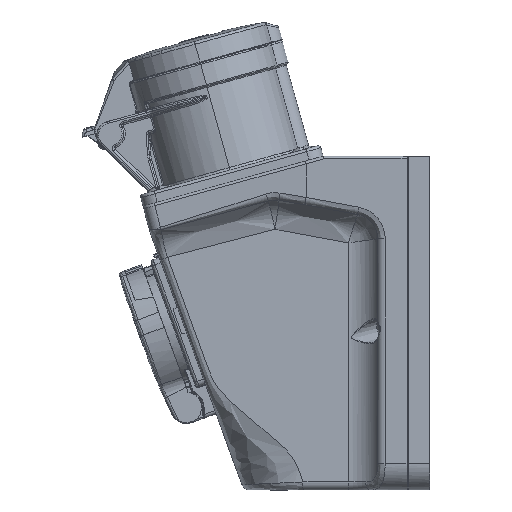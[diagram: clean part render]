
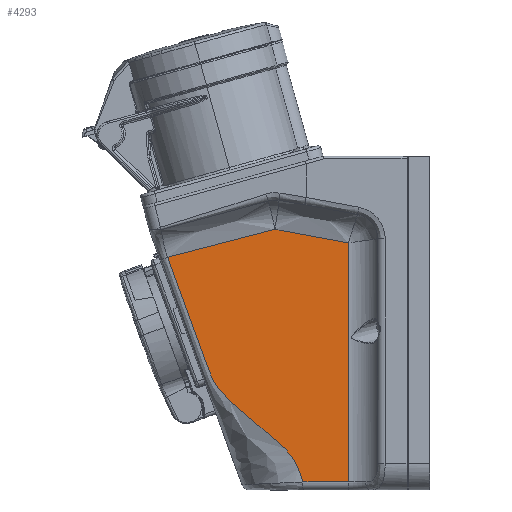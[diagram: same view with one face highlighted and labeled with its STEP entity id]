
A CAD part, left-side view. The second image highlights one B-rep face of the part: STEP entity #4293.
In plain terms, the highlighted planar face has unit normal (-1, 0.009, 0).
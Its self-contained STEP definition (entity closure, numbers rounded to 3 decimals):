
#3928 = EDGE_CURVE ( 'NONE', #49000, #56138, #104899, .T. ) ;
#4293 = ADVANCED_FACE ( 'NONE', ( #97123 ), #113809, .T. ) ;
#5238 = CARTESIAN_POINT ( 'NONE',  ( -30.026, 71.44, -30.922 ) ) ;
#5468 = CARTESIAN_POINT ( 'NONE',  ( -29.831, 93.03, -52.189 ) ) ;
#6582 = B_SPLINE_CURVE_WITH_KNOTS ( 'NONE', 3,
 ( #6623, #100948, #13518, #40556 ),
 .UNSPECIFIED., .F., .F.,
 ( 4, 4 ),
 ( 0., 0.028 ),
 .UNSPECIFIED. ) ;
#6623 = CARTESIAN_POINT ( 'NONE',  ( -30.395, 30.63, -32.481 ) ) ;
#8014 = DIRECTION ( 'NONE',  ( -1., 0.009, 0. ) ) ;
#8862 = VERTEX_POINT ( 'NONE', #92981 ) ;
#10656 = ORIENTED_EDGE ( 'NONE', *, *, #104592, .T. ) ;
#13518 = CARTESIAN_POINT ( 'NONE',  ( -30.23, 48.916, -29.108 ) ) ;
#15654 = EDGE_LOOP ( 'NONE', ( #82386, #62757, #37078, #10656, #66254 ) ) ;
#22770 = EDGE_CURVE ( 'NONE', #56138, #101711, #49167, .T. ) ;
#23470 = CARTESIAN_POINT ( 'NONE',  ( -30.395, 30.63, -122. ) ) ;
#23897 = DIRECTION ( 'NONE',  ( -0.009, -1., 0. ) ) ;
#33052 = CARTESIAN_POINT ( 'NONE',  ( -30.242, 47.573, -122. ) ) ;
#33627 = CARTESIAN_POINT ( 'NONE',  ( -30.18, 54.428, -103.166 ) ) ;
#37078 = ORIENTED_EDGE ( 'NONE', *, *, #74531, .T. ) ;
#37370 = CARTESIAN_POINT ( 'NONE',  ( -30.395, 30.63, -22.5 ) ) ;
#39404 = AXIS2_PLACEMENT_3D ( 'NONE', #104605, #8014, #80408 ) ;
#40556 = CARTESIAN_POINT ( 'NONE',  ( -30.147, 58.054, -27.388 ) ) ;
#40869 = CARTESIAN_POINT ( 'NONE',  ( -29.784, 98.254, -37.834 ) ) ;
#41102 = CARTESIAN_POINT ( 'NONE',  ( -29.784, 98.254, -37.834 ) ) ;
#45463 = EDGE_CURVE ( 'NONE', #71017, #49000, #104457, .T. ) ;
#46270 = CARTESIAN_POINT ( 'NONE',  ( -30.147, 58.054, -27.388 ) ) ;
#49000 = VERTEX_POINT ( 'NONE', #93822 ) ;
#49167 = LINE ( 'NONE', #50865, #94087 ) ;
#49477 = CARTESIAN_POINT ( 'NONE',  ( -29.905, 84.84, -34.407 ) ) ;
#50865 = CARTESIAN_POINT ( 'NONE',  ( -30.5, 19., -122. ) ) ;
#54023 = DIRECTION ( 'NONE',  ( 0., 0., 1. ) ) ;
#54527 = VECTOR ( 'NONE', #54023, 1000. ) ;
#56138 = VERTEX_POINT ( 'NONE', #97161 ) ;
#59457 = CARTESIAN_POINT ( 'NONE',  ( -29.878, 87.805, -66.544 ) ) ;
#62757 = ORIENTED_EDGE ( 'NONE', *, *, #22770, .T. ) ;
#66254 = ORIENTED_EDGE ( 'NONE', *, *, #45463, .T. ) ;
#68690 = CARTESIAN_POINT ( 'NONE',  ( -30.232, 48.66, -119.014 ) ) ;
#71017 = VERTEX_POINT ( 'NONE', #46270 ) ;
#74531 = EDGE_CURVE ( 'NONE', #101711, #8862, #99444, .T. ) ;
#80408 = DIRECTION ( 'NONE',  ( 0.009, 1., 0. ) ) ;
#82386 = ORIENTED_EDGE ( 'NONE', *, *, #3928, .T. ) ;
#92981 = CARTESIAN_POINT ( 'NONE',  ( -30.395, 30.63, -32.481 ) ) ;
#93200 = CARTESIAN_POINT ( 'NONE',  ( -30.147, 58.054, -27.388 ) ) ;
#93822 = CARTESIAN_POINT ( 'NONE',  ( -29.784, 98.254, -37.834 ) ) ;
#94087 = VECTOR ( 'NONE', #23897, 1000. ) ;
#94564 = CARTESIAN_POINT ( 'NONE',  ( -29.926, 82.58, -80.899 ) ) ;
#97123 = FACE_OUTER_BOUND ( 'NONE', #15654, .T. ) ;
#97161 = CARTESIAN_POINT ( 'NONE',  ( -30.242, 47.573, -122. ) ) ;
#99444 = LINE ( 'NONE', #37370, #54527 ) ;
#100948 = CARTESIAN_POINT ( 'NONE',  ( -30.312, 39.775, -30.805 ) ) ;
#101488 = CARTESIAN_POINT ( 'NONE',  ( -30.227, 49.203, -117.521 ) ) ;
#101711 = VERTEX_POINT ( 'NONE', #23470 ) ;
#103767 = CARTESIAN_POINT ( 'NONE',  ( -30.237, 48.116, -120.507 ) ) ;
#104457 = B_SPLINE_CURVE_WITH_KNOTS ( 'NONE', 3,
 ( #93200, #5238, #49477, #40869 ),
 .UNSPECIFIED., .F., .F.,
 ( 4, 4 ),
 ( 0., 0.042 ),
 .UNSPECIFIED. ) ;
#104592 = EDGE_CURVE ( 'NONE', #8862, #71017, #6582, .T. ) ;
#104605 = CARTESIAN_POINT ( 'NONE',  ( -30.5, 19., -22.5 ) ) ;
#104899 = B_SPLINE_CURVE_WITH_KNOTS ( 'NONE', 3,
 ( #41102, #5468, #59457, #94564, #112392, #33627, #101488, #68690, #103767, #33052 ),
 .UNSPECIFIED., .F., .F.,
 ( 4, 3, 3, 4 ),
 ( 0., 0.153, 0.307, 0.323 ),
 .UNSPECIFIED. ) ;
#112392 = CARTESIAN_POINT ( 'NONE',  ( -29.973, 77.355, -95.254 ) ) ;
#113809 = PLANE ( 'NONE',  #39404 ) ;
